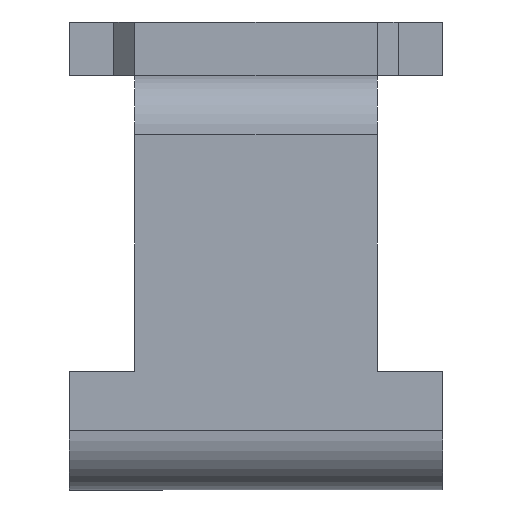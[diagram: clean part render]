
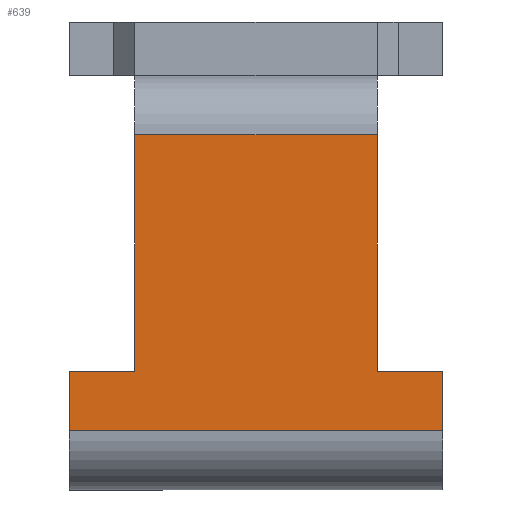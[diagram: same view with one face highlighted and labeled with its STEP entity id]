
A CAD part, left-side view. The second image highlights one B-rep face of the part: STEP entity #639.
In plain terms, the highlighted planar face has unit normal (-1, 0, 0).
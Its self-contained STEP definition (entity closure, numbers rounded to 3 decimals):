
#57 = VERTEX_POINT('',#58);
#58 = CARTESIAN_POINT('',(-1.6,-0.797,0.508));
#64 = EDGE_CURVE('',#57,#65,#67,.T.);
#65 = VERTEX_POINT('',#66);
#66 = CARTESIAN_POINT('',(-1.6,-0.797,0.254));
#67 = LINE('',#68,#69);
#68 = CARTESIAN_POINT('',(-1.6,-0.797,1.524));
#69 = VECTOR('',#70,1.);
#70 = DIRECTION('',(0.,0.,-1.));
#450 = VERTEX_POINT('',#451);
#451 = CARTESIAN_POINT('',(-1.6,0.803,0.254));
#458 = EDGE_CURVE('',#459,#450,#461,.T.);
#459 = VERTEX_POINT('',#460);
#460 = CARTESIAN_POINT('',(-1.6,0.803,0.508));
#461 = LINE('',#462,#463);
#462 = CARTESIAN_POINT('',(-1.6,0.803,1.524));
#463 = VECTOR('',#464,1.);
#464 = DIRECTION('',(0.,0.,-1.));
#601 = EDGE_CURVE('',#602,#604,#606,.T.);
#602 = VERTEX_POINT('',#603);
#603 = CARTESIAN_POINT('',(-1.6,-0.517,1.524));
#604 = VERTEX_POINT('',#605);
#605 = CARTESIAN_POINT('',(-1.6,0.524,1.524));
#606 = LINE('',#607,#608);
#607 = CARTESIAN_POINT('',(-1.6,-0.797,1.524));
#608 = VECTOR('',#609,1.);
#609 = DIRECTION('',(-0.,1.,0.));
#639 = ADVANCED_FACE('',(#640),#679,.F.);
#640 = FACE_BOUND('',#641,.T.);
#641 = EDGE_LOOP('',(#642,#650,#656,#657,#665,#671,#672,#678));
#642 = ORIENTED_EDGE('',*,*,#643,.T.);
#643 = EDGE_CURVE('',#57,#644,#646,.T.);
#644 = VERTEX_POINT('',#645);
#645 = CARTESIAN_POINT('',(-1.6,-0.517,0.508));
#646 = LINE('',#647,#648);
#647 = CARTESIAN_POINT('',(-1.6,-0.797,0.508));
#648 = VECTOR('',#649,1.);
#649 = DIRECTION('',(0.,1.,0.));
#650 = ORIENTED_EDGE('',*,*,#651,.T.);
#651 = EDGE_CURVE('',#644,#602,#652,.T.);
#652 = LINE('',#653,#654);
#653 = CARTESIAN_POINT('',(-1.6,-0.517,1.778));
#654 = VECTOR('',#655,1.);
#655 = DIRECTION('',(0.,0.,1.));
#656 = ORIENTED_EDGE('',*,*,#601,.T.);
#657 = ORIENTED_EDGE('',*,*,#658,.T.);
#658 = EDGE_CURVE('',#604,#659,#661,.T.);
#659 = VERTEX_POINT('',#660);
#660 = CARTESIAN_POINT('',(-1.6,0.524,0.508));
#661 = LINE('',#662,#663);
#662 = CARTESIAN_POINT('',(-1.6,0.524,1.778));
#663 = VECTOR('',#664,1.);
#664 = DIRECTION('',(0.,0.,-1.));
#665 = ORIENTED_EDGE('',*,*,#666,.T.);
#666 = EDGE_CURVE('',#659,#459,#667,.T.);
#667 = LINE('',#668,#669);
#668 = CARTESIAN_POINT('',(-1.6,0.803,0.508));
#669 = VECTOR('',#670,1.);
#670 = DIRECTION('',(0.,1.,0.));
#671 = ORIENTED_EDGE('',*,*,#458,.T.);
#672 = ORIENTED_EDGE('',*,*,#673,.F.);
#673 = EDGE_CURVE('',#65,#450,#674,.T.);
#674 = LINE('',#675,#676);
#675 = CARTESIAN_POINT('',(-1.6,-0.797,0.254));
#676 = VECTOR('',#677,1.);
#677 = DIRECTION('',(-0.,1.,0.));
#678 = ORIENTED_EDGE('',*,*,#64,.F.);
#679 = PLANE('',#680);
#680 = AXIS2_PLACEMENT_3D('',#681,#682,#683);
#681 = CARTESIAN_POINT('',(-1.6,-0.797,1.524));
#682 = DIRECTION('',(1.,0.,0.));
#683 = DIRECTION('',(0.,1.,0.));
